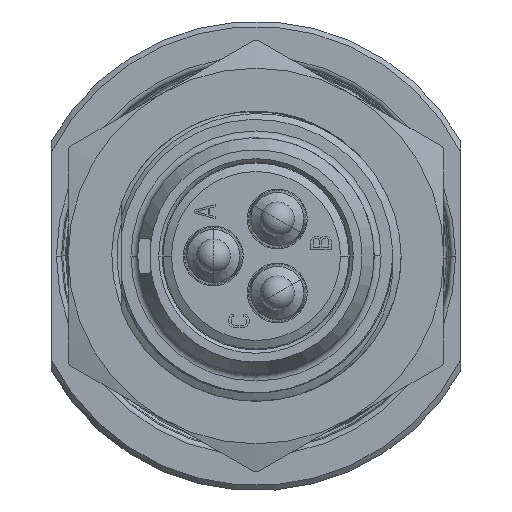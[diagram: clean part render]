
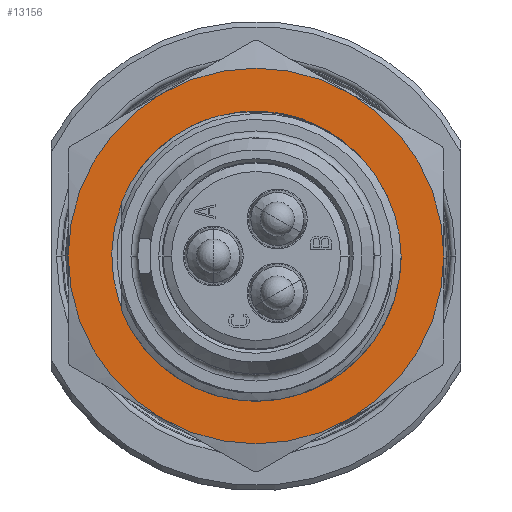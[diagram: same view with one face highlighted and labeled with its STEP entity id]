
A CAD part, left-side view. The second image highlights one B-rep face of the part: STEP entity #13156.
In plain terms, the highlighted planar face has unit normal (-1, 0, 0).
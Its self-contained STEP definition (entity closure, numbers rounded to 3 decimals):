
#1276=DIRECTION('',(0.,0.,1.));
#1277=VECTOR('',#1276,0.138);
#1278=CARTESIAN_POINT('',(11.5,7.9,2.999));
#1279=LINE('1101',#1278,#1277);
#2307=CARTESIAN_POINT('',(11.5,-5.5,9.526));
#2309=CARTESIAN_POINT('',(11.5,0.,0.));
#2310=DIRECTION('',(-1.,0.,0.));
#2311=DIRECTION('',(0.,-0.5,0.866));
#2312=AXIS2_PLACEMENT_3D('',#2309,#2310,#2311);
#2324=CARTESIAN_POINT('',(11.5,0.,0.));
#2325=DIRECTION('',(1.,0.,0.));
#2326=DIRECTION('',(0.,-0.5,0.866));
#2327=AXIS2_PLACEMENT_3D('',#2324,#2325,#2326);
#2329=CARTESIAN_POINT('',(11.5,0.,0.));
#2330=DIRECTION('',(1.,0.,0.));
#2331=DIRECTION('',(0.,-1.,0.));
#2332=AXIS2_PLACEMENT_3D('',#2329,#2330,#2331);
#2334=CARTESIAN_POINT('',(11.5,0.,0.));
#2335=DIRECTION('',(-1.,0.,0.));
#2336=DIRECTION('',(0.,1.,0.));
#2337=AXIS2_PLACEMENT_3D('',#2334,#2335,#2336);
#2339=CARTESIAN_POINT('',(11.5,0.,0.));
#2340=DIRECTION('',(-1.,0.,0.));
#2341=DIRECTION('',(0.,0.5,0.866));
#2342=AXIS2_PLACEMENT_3D('',#2339,#2340,#2341);
#2344=CARTESIAN_POINT('',(11.5,2.102,8.218));
#2345=CARTESIAN_POINT('',(11.5,1.915,8.263));
#2346=CARTESIAN_POINT('',(11.5,1.547,8.338));
#2347=CARTESIAN_POINT('',(11.5,1.006,8.41));
#2348=CARTESIAN_POINT('',(11.5,0.66,8.431));
#2349=CARTESIAN_POINT('',(11.5,0.491,8.436));
#2374=CARTESIAN_POINT('',(11.5,-11.,0.));
#2412=CARTESIAN_POINT('',(11.5,-5.5,-9.526));
#2440=CARTESIAN_POINT('',(11.5,5.5,-9.526));
#2442=CARTESIAN_POINT('',(11.5,0.,0.));
#2443=DIRECTION('',(-1.,0.,0.));
#2444=DIRECTION('',(0.,0.5,-0.866));
#2445=AXIS2_PLACEMENT_3D('',#2442,#2443,#2444);
#2493=CARTESIAN_POINT('',(11.5,11.,0.));
#2531=CARTESIAN_POINT('',(11.5,5.5,9.526));
#2546=CARTESIAN_POINT('',(11.5,0.,0.));
#2547=DIRECTION('',(1.,0.,0.));
#2548=DIRECTION('',(0.,0.929,0.369));
#2549=AXIS2_PLACEMENT_3D('',#2546,#2547,#2548);
#2629=CARTESIAN_POINT('',(11.5,2.627,8.084));
#2630=CARTESIAN_POINT('',(11.5,2.54,8.109));
#2631=CARTESIAN_POINT('',(11.5,2.366,8.156));
#2632=CARTESIAN_POINT('',(11.5,2.19,8.198));
#2633=CARTESIAN_POINT('',(11.5,2.102,8.218));
#3475=CARTESIAN_POINT('',(11.5,0.,0.));
#3476=DIRECTION('',(1.,0.,0.));
#3477=DIRECTION('',(0.,0.058,0.998));
#3478=AXIS2_PLACEMENT_3D('',#3475,#3476,#3477);
#8841=VERTEX_POINT('',#2307);
#8844=VERTEX_POINT('',#2374);
#8847=VERTEX_POINT('',#2412);
#8859=VERTEX_POINT('',#2440);
#8862=VERTEX_POINT('',#2493);
#8865=VERTEX_POINT('',#2531);
#8875=CARTESIAN_POINT('',(11.5,7.9,3.137));
#8876=CARTESIAN_POINT('',(11.5,2.627,8.084));
#8877=VERTEX_POINT('',#8875);
#8878=VERTEX_POINT('',#8876);
#8879=VERTEX_POINT('',#2633);
#8890=CARTESIAN_POINT('',(11.5,7.9,2.999));
#8891=VERTEX_POINT('',#8890);
#8924=VERTEX_POINT('',#2349);
#13128=CARTESIAN_POINT('',(11.5,0.,0.));
#13129=DIRECTION('',(1.,0.,0.));
#13130=DIRECTION('',(0.,0.,-1.));
#13131=AXIS2_PLACEMENT_3D('',#13128,#13129,#13130);
#13132=PLANE('339',#13131);
#13133=ORIENTED_EDGE('1058',*,*,#13115,.F.);
#13135=ORIENTED_EDGE('1049',*,*,#13134,.T.);
#13137=ORIENTED_EDGE('1050',*,*,#13136,.T.);
#13139=ORIENTED_EDGE('1057',*,*,#13138,.F.);
#13141=ORIENTED_EDGE('1054',*,*,#13140,.F.);
#13143=ORIENTED_EDGE('1053',*,*,#13142,.F.);
#13144=EDGE_LOOP('339',(#13133,#13135,#13137,#13139,#13141,#13143));
#13145=FACE_OUTER_BOUND('339',#13144,.F.);
#13147=ORIENTED_EDGE('1087',*,*,#13146,.F.);
#13148=ORIENTED_EDGE('1101',*,*,#10682,.F.);
#13150=ORIENTED_EDGE('1229',*,*,#13149,.F.);
#13151=ORIENTED_EDGE('1209',*,*,#11544,.F.);
#13153=ORIENTED_EDGE('1089',*,*,#13152,.F.);
#13154=EDGE_LOOP('339',(#13147,#13148,#13150,#13151,#13153));
#13155=FACE_BOUND('339',#13154,.F.);
#2313=CIRCLE('1058',#2312,11.);
#2328=CIRCLE('1049',#2327,11.);
#2333=CIRCLE('1050',#2332,11.);
#2338=CIRCLE('1054',#2337,11.);
#2343=CIRCLE('1053',#2342,11.);
#2350=B_SPLINE_CURVE_WITH_KNOTS('1209',3,(#2344,#2345,#2346,#2347,#2348,#2349),
.UNSPECIFIED.,.F.,.F.,(4,1,1,4),(0.,0.333,0.667,1.),
.UNSPECIFIED.);
#2446=CIRCLE('1057',#2445,11.);
#2550=CIRCLE('1087',#2549,8.5);
#2634=B_SPLINE_CURVE_WITH_KNOTS('1089',3,(#2629,#2630,#2631,#2632,#2633),
.UNSPECIFIED.,.F.,.F.,(4,1,4),(0.,0.5,1.),.UNSPECIFIED.);
#3479=CIRCLE('1229',#3478,8.45);
#10682=EDGE_CURVE('1101',#8891,#8877,#1279,.T.);
#11544=EDGE_CURVE('1209',#8879,#8924,#2350,.T.);
#13115=EDGE_CURVE('1058',#8841,#8865,#2313,.T.);
#13134=EDGE_CURVE('1049',#8841,#8844,#2328,.T.);
#13136=EDGE_CURVE('1050',#8844,#8847,#2333,.T.);
#13138=EDGE_CURVE('1057',#8859,#8847,#2446,.T.);
#13140=EDGE_CURVE('1054',#8862,#8859,#2338,.T.);
#13142=EDGE_CURVE('1053',#8865,#8862,#2343,.T.);
#13146=EDGE_CURVE('1087',#8877,#8878,#2550,.T.);
#13149=EDGE_CURVE('1229',#8924,#8891,#3479,.T.);
#13152=EDGE_CURVE('1089',#8878,#8879,#2634,.T.);
#13156=ADVANCED_FACE('339',(#13145,#13155),#13132,.F.);
